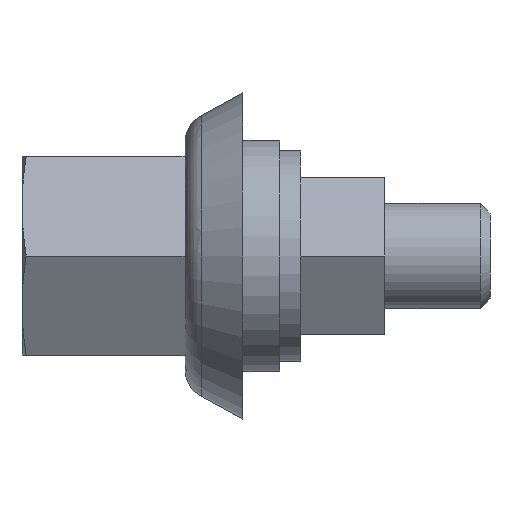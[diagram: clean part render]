
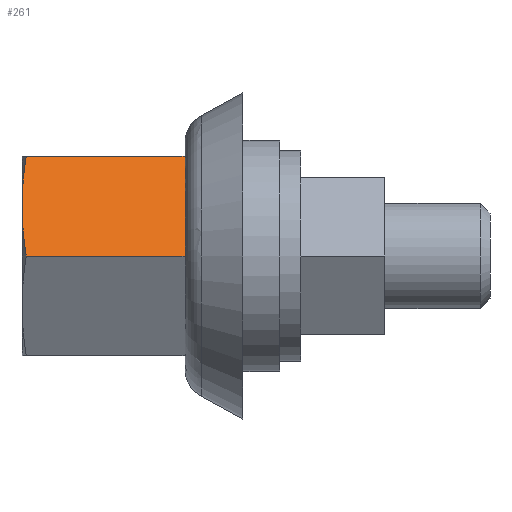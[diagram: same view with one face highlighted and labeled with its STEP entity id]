
A CAD part, front view. The second image highlights one B-rep face of the part: STEP entity #261.
In plain terms, the highlighted planar face has unit normal (0, -0.866, 0.5).
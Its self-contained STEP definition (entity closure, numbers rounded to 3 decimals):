
#261 = ADVANCED_FACE( '', ( #553 ), #554, .T. );
#553 = FACE_OUTER_BOUND( '', #854, .T. );
#554 = PLANE( '', #855 );
#854 = EDGE_LOOP( '', ( #1517, #1518, #1519, #1520, #1521, #1522, #1523 ) );
#855 = AXIS2_PLACEMENT_3D( '', #1524, #1525, #1526 );
#1517 = ORIENTED_EDGE( '', *, *, #1817, .T. );
#1518 = ORIENTED_EDGE( '', *, *, #1837, .T. );
#1519 = ORIENTED_EDGE( '', *, *, #1723, .T. );
#1520 = ORIENTED_EDGE( '', *, *, #1880, .F. );
#1521 = ORIENTED_EDGE( '', *, *, #1845, .F. );
#1522 = ORIENTED_EDGE( '', *, *, #1730, .F. );
#1523 = ORIENTED_EDGE( '', *, *, #1743, .F. );
#1524 = CARTESIAN_POINT( '', ( -21., -5.485, 9.5 ) );
#1525 = DIRECTION( '', ( 0., -0.866, 0.5 ) );
#1526 = DIRECTION( '', ( 0., -0.5, -0.866 ) );
#1723 = EDGE_CURVE( '', #2045, #2056, #2058, .T. );
#1730 = EDGE_CURVE( '', #2068, #2070, #2071, .T. );
#1743 = EDGE_CURVE( '', #2089, #2068, #2091, .T. );
#1817 = EDGE_CURVE( '', #2089, #2149, #2201, .T. );
#1837 = EDGE_CURVE( '', #2149, #2045, #2227, .T. );
#1845 = EDGE_CURVE( '', #2070, #2218, #2236, .T. );
#1880 = EDGE_CURVE( '', #2218, #2056, #2285, .T. );
#2045 = VERTEX_POINT( '', #2514 );
#2056 = VERTEX_POINT( '', #2538 );
#2058 = LINE( '', #2541, #2542 );
#2068 = VERTEX_POINT( '', #2562 );
#2070 = VERTEX_POINT( '', #2565 );
#2071 = LINE( '', #2566, #2567 );
#2089 = VERTEX_POINT( '', #2602 );
#2091 = LINE( '', #2609, #2610 );
#2149 = VERTEX_POINT( '', #2684 );
#2201 = B_SPLINE_CURVE_WITH_KNOTS( '', 3, ( #2767, #2768, #2769, #2770, #2771, #2772 ), .UNSPECIFIED., .F., .F., ( 4, 2, 4 ), ( 0., 0.003, 0.005 ), .UNSPECIFIED. );
#2218 = VERTEX_POINT( '', #2796 );
#2227 = B_SPLINE_CURVE_WITH_KNOTS( '', 3, ( #2805, #2806, #2807, #2808, #2809, #2810 ), .UNSPECIFIED., .F., .F., ( 4, 2, 4 ), ( 0.005, 0.008, 0.011 ), .UNSPECIFIED. );
#2236 = LINE( '', #2824, #2825 );
#2285 = LINE( '', #2887, #2888 );
#2514 = CARTESIAN_POINT( '', ( -20.606, -10.97, 0. ) );
#2538 = CARTESIAN_POINT( '', ( -5.5, -10.97, 0. ) );
#2541 = CARTESIAN_POINT( '', ( -21., -10.97, 0. ) );
#2542 = VECTOR( '', #3059, 1000. );
#2562 = CARTESIAN_POINT( '', ( -5.5, -5.485, 9.5 ) );
#2565 = CARTESIAN_POINT( '', ( -5.5, -5.745, 9.05 ) );
#2566 = CARTESIAN_POINT( '', ( -5.5, -5.485, 9.5 ) );
#2567 = VECTOR( '', #3064, 1000. );
#2602 = CARTESIAN_POINT( '', ( -20.606, -5.485, 9.5 ) );
#2609 = CARTESIAN_POINT( '', ( -21., -5.485, 9.5 ) );
#2610 = VECTOR( '', #3076, 1000. );
#2684 = CARTESIAN_POINT( '', ( -21., -8.227, 4.75 ) );
#2767 = CARTESIAN_POINT( '', ( -20.606, -5.485, 9.5 ) );
#2768 = CARTESIAN_POINT( '', ( -20.729, -5.942, 8.708 ) );
#2769 = CARTESIAN_POINT( '', ( -20.828, -6.399, 7.917 ) );
#2770 = CARTESIAN_POINT( '', ( -20.964, -7.313, 6.333 ) );
#2771 = CARTESIAN_POINT( '', ( -21., -7.77, 5.542 ) );
#2772 = CARTESIAN_POINT( '', ( -21., -8.227, 4.75 ) );
#2796 = CARTESIAN_POINT( '', ( -5.5, -10.71, 0.45 ) );
#2805 = CARTESIAN_POINT( '', ( -21., -8.227, 4.75 ) );
#2806 = CARTESIAN_POINT( '', ( -21., -8.684, 3.958 ) );
#2807 = CARTESIAN_POINT( '', ( -20.964, -9.141, 3.167 ) );
#2808 = CARTESIAN_POINT( '', ( -20.828, -10.056, 1.583 ) );
#2809 = CARTESIAN_POINT( '', ( -20.729, -10.513, 0.792 ) );
#2810 = CARTESIAN_POINT( '', ( -20.606, -10.97, 0. ) );
#2824 = CARTESIAN_POINT( '', ( -5.5, -5.485, 9.5 ) );
#2825 = VECTOR( '', #3207, 1000. );
#2887 = CARTESIAN_POINT( '', ( -5.5, -5.485, 9.5 ) );
#2888 = VECTOR( '', #3251, 1000. );
#3059 = DIRECTION( '', ( 1., 0., 0. ) );
#3064 = DIRECTION( '', ( 0., -0.5, -0.866 ) );
#3076 = DIRECTION( '', ( 1., 0., 0. ) );
#3207 = DIRECTION( '', ( 0., -0.5, -0.866 ) );
#3251 = DIRECTION( '', ( 0., -0.5, -0.866 ) );
